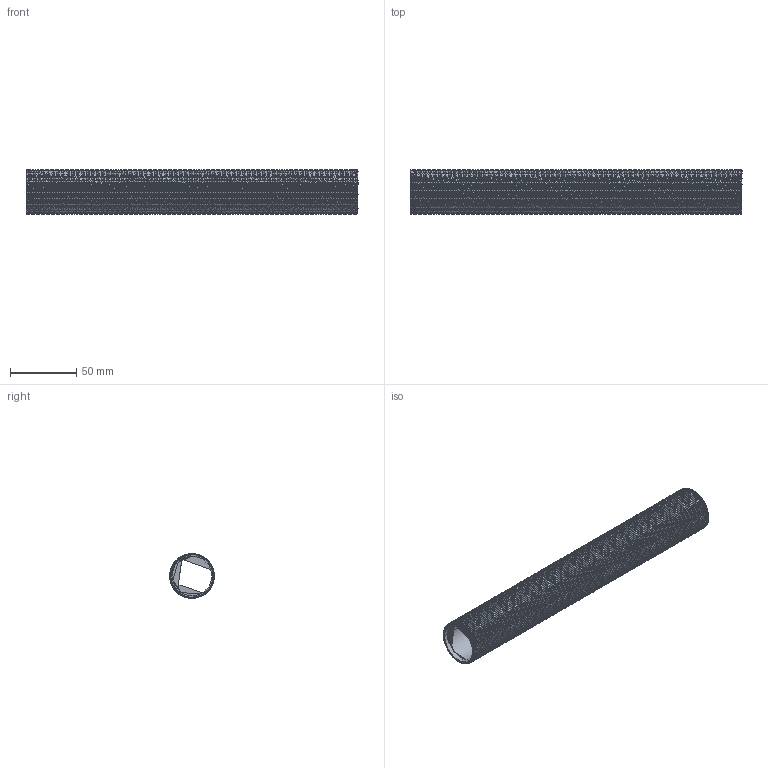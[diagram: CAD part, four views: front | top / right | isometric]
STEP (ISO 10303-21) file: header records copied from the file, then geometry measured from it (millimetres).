
FILE_DESCRIPTION (( 'STEP AP203' ), '1' );
FILE_NAME ('3D_R205_1x250_17186140.STEP', '2024-08-16T16:12:42', ( '' ), ( '' ), 'SwSTEP 2.0', 'SolidWorks 2024', '' );
FILE_SCHEMA (( 'CONFIG_CONTROL_DESIGN' ));
Length unit declared in the file: millimetre
Products named in the file (1): 3D_R205_1x250_17186140
Bounding box: 250 x 33.7 x 33.7 mm (x, y, z)
Volume: 40041.6 mm3; surface area: 65668.2 mm2
Topology: 1 solids, 1 shells, 410 faces, 1224 edges, 816 vertices
Faces by surface type: cylinder 402, cone 3, bspline 3, plane 2
Entity records: 37500 total; most frequent: CARTESIAN_POINT 28813, ORIENTED_EDGE 2448, DIRECTION 1236, EDGE_CURVE 1224, VERTEX_POINT 816, AXIS2_PLACEMENT_3D 417, EDGE_LOOP 412, ADVANCED_FACE 410
